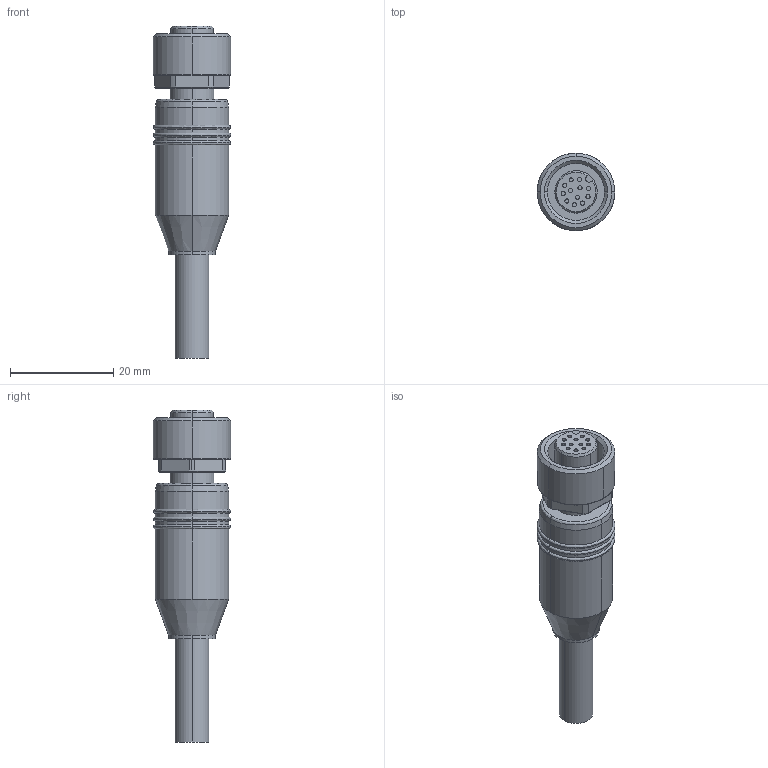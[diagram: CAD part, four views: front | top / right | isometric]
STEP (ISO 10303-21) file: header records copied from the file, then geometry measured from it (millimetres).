
FILE_DESCRIPTION (( 'STEP AP214' ), '1' );
FILE_NAME ('EC-M12F12-LKT12-10.STEP', '2024-10-30T11:55:28', ( '' ), ( '' ), 'SwSTEP 2.0', 'SolidWorks 2021', '' );
FILE_SCHEMA (( 'AUTOMOTIVE_DESIGN' ));
Length unit declared in the file: inch
Products named in the file (1): EC-M12F12-LKT12-10
Bounding box: 15 x 15 x 64.2 mm (x, y, z)
Volume: 6619.4 mm3; surface area: 3428.4 mm2
Topology: 1 solids, 1 shells, 146 faces, 339 edges, 213 vertices
Faces by surface type: cylinder 73, plane 35, cone 22, bspline 16
Entity records: 4443 total; most frequent: CARTESIAN_POINT 993, DIRECTION 785, ORIENTED_EDGE 678, EDGE_CURVE 339, AXIS2_PLACEMENT_3D 333, VERTEX_POINT 213, CIRCLE 202, EDGE_LOOP 164
